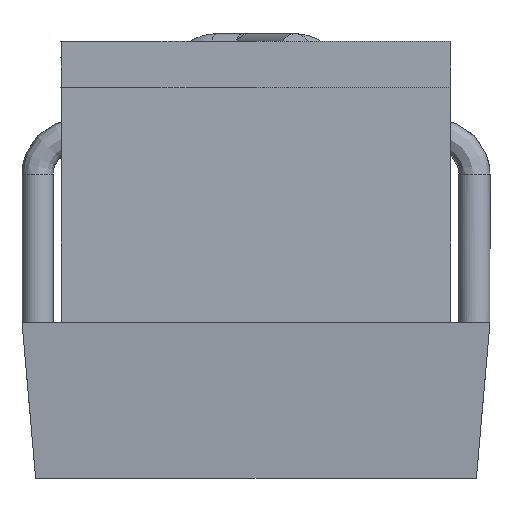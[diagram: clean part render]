
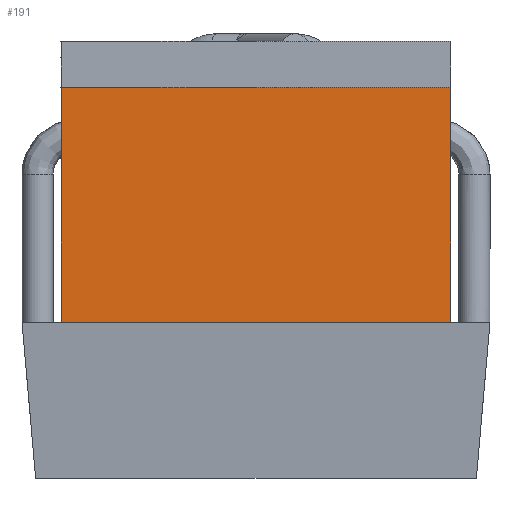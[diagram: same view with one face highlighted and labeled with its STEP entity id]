
A CAD part, front view. The second image highlights one B-rep face of the part: STEP entity #191.
In plain terms, the highlighted planar face has unit normal (0, -1, 0).
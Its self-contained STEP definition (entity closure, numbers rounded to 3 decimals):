
#191 = ADVANCED_FACE( '', ( #404 ), #405, .F. );
#404 = FACE_OUTER_BOUND( '', #1066, .T. );
#405 = PLANE( '', #1067 );
#1066 = EDGE_LOOP( '', ( #2222, #2223, #2224, #2225 ) );
#1067 = AXIS2_PLACEMENT_3D( '', #2226, #2227, #2228 );
#2222 = ORIENTED_EDGE( '', *, *, #2688, .F. );
#2223 = ORIENTED_EDGE( '', *, *, #2689, .F. );
#2224 = ORIENTED_EDGE( '', *, *, #2670, .F. );
#2225 = ORIENTED_EDGE( '', *, *, #2690, .T. );
#2226 = CARTESIAN_POINT( '', ( -0.25, -0.525, 0.46 ) );
#2227 = DIRECTION( '', ( 0., 1., 0. ) );
#2228 = DIRECTION( '', ( -1., 0., 0. ) );
#2670 = EDGE_CURVE( '', #2911, #2913, #2914, .T. );
#2688 = EDGE_CURVE( '', #2941, #2942, #2943, .T. );
#2689 = EDGE_CURVE( '', #2913, #2941, #2944, .T. );
#2690 = EDGE_CURVE( '', #2911, #2942, #2945, .T. );
#2911 = VERTEX_POINT( '', #3228 );
#2913 = VERTEX_POINT( '', #3231 );
#2914 = LINE( '', #3232, #3233 );
#2941 = VERTEX_POINT( '', #3273 );
#2942 = VERTEX_POINT( '', #3274 );
#2943 = LINE( '', #3275, #3276 );
#2944 = LINE( '', #3277, #3278 );
#2945 = LINE( '', #3279, #3280 );
#3228 = CARTESIAN_POINT( '', ( -0.25, -0.525, 0.401 ) );
#3231 = CARTESIAN_POINT( '', ( 0.25, -0.525, 0.401 ) );
#3232 = CARTESIAN_POINT( '', ( -0.25, -0.525, 0.401 ) );
#3233 = VECTOR( '', #3583, 1000. );
#3273 = CARTESIAN_POINT( '', ( 0.25, -0.525, 0.1 ) );
#3274 = CARTESIAN_POINT( '', ( -0.25, -0.525, 0.1 ) );
#3275 = CARTESIAN_POINT( '', ( -0.25, -0.525, 0.1 ) );
#3276 = VECTOR( '', #3600, 1000. );
#3277 = CARTESIAN_POINT( '', ( 0.25, -0.525, 0.46 ) );
#3278 = VECTOR( '', #3601, 1000. );
#3279 = CARTESIAN_POINT( '', ( -0.25, -0.525, 0.46 ) );
#3280 = VECTOR( '', #3602, 1000. );
#3583 = DIRECTION( '', ( 1., 0., 0. ) );
#3600 = DIRECTION( '', ( -1., 0., 0. ) );
#3601 = DIRECTION( '', ( 0., 0., -1. ) );
#3602 = DIRECTION( '', ( 0., 0., -1. ) );
